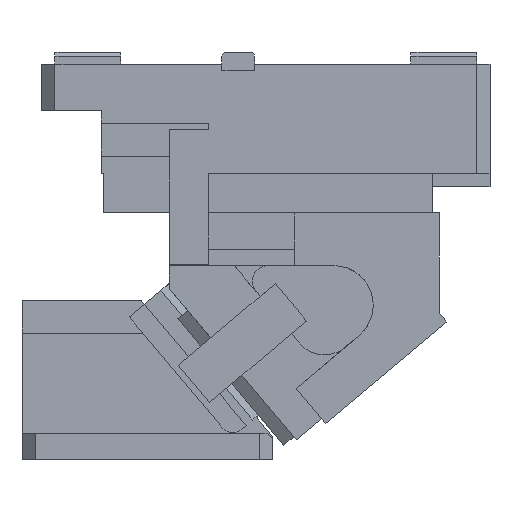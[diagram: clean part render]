
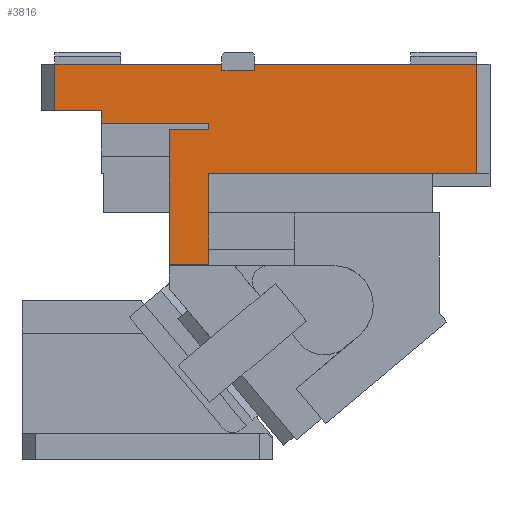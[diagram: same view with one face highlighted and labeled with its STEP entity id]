
A CAD part, front view. The second image highlights one B-rep face of the part: STEP entity #3816.
In plain terms, the highlighted planar face has unit normal (0, -1, 0).
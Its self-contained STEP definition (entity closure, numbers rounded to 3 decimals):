
#3183=CARTESIAN_POINT('Vertex',(25.,-100.,300.)) ;
#3186=CARTESIAN_POINT('Line Origine',(88.3,-100.,300.)) ;
#3190=CARTESIAN_POINT('Vertex',(151.6,-100.,300.)) ;
#3682=CARTESIAN_POINT('Vertex',(25.,-100.,265.)) ;
#3685=CARTESIAN_POINT('Line Origine',(25.,-100.,282.5)) ;
#3697=CARTESIAN_POINT('Axis2P3D Location',(143.471,-100.,225.607)) ;
#3702=CARTESIAN_POINT('Line Origine',(243.294,-100.,217.211)) ;
#3706=CARTESIAN_POINT('Vertex',(141.588,-100.,217.211)) ;
#3708=CARTESIAN_POINT('Vertex',(345.,-100.,217.211)) ;
#3711=CARTESIAN_POINT('Line Origine',(345.,-100.,258.605)) ;
#3715=CARTESIAN_POINT('Vertex',(345.,-100.,300.)) ;
#3718=CARTESIAN_POINT('Line Origine',(260.8,-100.,300.)) ;
#3722=CARTESIAN_POINT('Vertex',(176.6,-100.,300.)) ;
#3725=CARTESIAN_POINT('Line Origine',(176.6,-100.,297.5)) ;
#3729=CARTESIAN_POINT('Vertex',(176.6,-100.,295.)) ;
#3732=CARTESIAN_POINT('Line Origine',(164.1,-100.,295.)) ;
#3736=CARTESIAN_POINT('Vertex',(151.6,-100.,295.)) ;
#3739=CARTESIAN_POINT('Line Origine',(151.6,-100.,297.5)) ;
#3744=CARTESIAN_POINT('Line Origine',(42.5,-100.,265.)) ;
#3748=CARTESIAN_POINT('Vertex',(60.,-100.,265.)) ;
#3751=CARTESIAN_POINT('Line Origine',(60.,-100.,260.105)) ;
#3755=CARTESIAN_POINT('Vertex',(60.,-100.,255.211)) ;
#3758=CARTESIAN_POINT('Line Origine',(100.794,-100.,255.211)) ;
#3762=CARTESIAN_POINT('Vertex',(141.588,-100.,255.211)) ;
#3765=CARTESIAN_POINT('Line Origine',(141.588,-100.,252.711)) ;
#3769=CARTESIAN_POINT('Vertex',(141.588,-100.,250.211)) ;
#3772=CARTESIAN_POINT('Line Origine',(126.588,-100.,250.211)) ;
#3776=CARTESIAN_POINT('Vertex',(111.588,-100.,250.211)) ;
#3779=CARTESIAN_POINT('Line Origine',(111.588,-100.,199.211)) ;
#3783=CARTESIAN_POINT('Vertex',(111.588,-100.,148.211)) ;
#3786=CARTESIAN_POINT('Line Origine',(126.588,-100.,148.211)) ;
#3790=CARTESIAN_POINT('Vertex',(141.588,-100.,148.211)) ;
#3793=CARTESIAN_POINT('Line Origine',(141.588,-100.,182.711)) ;
#3187=DIRECTION('Vector Direction',(1.,0.,0.)) ;
#3686=DIRECTION('Vector Direction',(0.,0.,1.)) ;
#3698=DIRECTION('Axis2P3D Direction',(-0.,-1.,0.)) ;
#3699=DIRECTION('Axis2P3D XDirection',(-0.866,0.,0.5)) ;
#3703=DIRECTION('Vector Direction',(1.,0.,0.)) ;
#3712=DIRECTION('Vector Direction',(0.,0.,-1.)) ;
#3719=DIRECTION('Vector Direction',(1.,0.,0.)) ;
#3726=DIRECTION('Vector Direction',(0.,0.,-1.)) ;
#3733=DIRECTION('Vector Direction',(1.,0.,0.)) ;
#3740=DIRECTION('Vector Direction',(0.,0.,-1.)) ;
#3745=DIRECTION('Vector Direction',(1.,0.,0.)) ;
#3752=DIRECTION('Vector Direction',(0.,0.,-1.)) ;
#3759=DIRECTION('Vector Direction',(1.,0.,0.)) ;
#3766=DIRECTION('Vector Direction',(0.,0.,-1.)) ;
#3773=DIRECTION('Vector Direction',(-1.,0.,0.)) ;
#3780=DIRECTION('Vector Direction',(0.,0.,-1.)) ;
#3787=DIRECTION('Vector Direction',(-1.,0.,0.)) ;
#3794=DIRECTION('Vector Direction',(0.,0.,1.)) ;
#3700=AXIS2_PLACEMENT_3D('Plane Axis2P3D',#3697,#3698,#3699) ;
#3799=ORIENTED_EDGE('',*,*,#3710,.T.) ;
#3800=ORIENTED_EDGE('',*,*,#3717,.F.) ;
#3801=ORIENTED_EDGE('',*,*,#3724,.F.) ;
#3802=ORIENTED_EDGE('',*,*,#3731,.T.) ;
#3803=ORIENTED_EDGE('',*,*,#3738,.F.) ;
#3804=ORIENTED_EDGE('',*,*,#3743,.F.) ;
#3805=ORIENTED_EDGE('',*,*,#3192,.F.) ;
#3806=ORIENTED_EDGE('',*,*,#3689,.F.) ;
#3807=ORIENTED_EDGE('',*,*,#3750,.T.) ;
#3808=ORIENTED_EDGE('',*,*,#3757,.T.) ;
#3809=ORIENTED_EDGE('',*,*,#3764,.T.) ;
#3810=ORIENTED_EDGE('',*,*,#3771,.T.) ;
#3811=ORIENTED_EDGE('',*,*,#3778,.T.) ;
#3812=ORIENTED_EDGE('',*,*,#3785,.T.) ;
#3813=ORIENTED_EDGE('',*,*,#3792,.F.) ;
#3814=ORIENTED_EDGE('',*,*,#3797,.T.) ;
#3188=VECTOR('Line Direction',#3187,1.) ;
#3687=VECTOR('Line Direction',#3686,1.) ;
#3704=VECTOR('Line Direction',#3703,1.) ;
#3713=VECTOR('Line Direction',#3712,1.) ;
#3720=VECTOR('Line Direction',#3719,1.) ;
#3727=VECTOR('Line Direction',#3726,1.) ;
#3734=VECTOR('Line Direction',#3733,1.) ;
#3741=VECTOR('Line Direction',#3740,1.) ;
#3746=VECTOR('Line Direction',#3745,1.) ;
#3753=VECTOR('Line Direction',#3752,1.) ;
#3760=VECTOR('Line Direction',#3759,1.) ;
#3767=VECTOR('Line Direction',#3766,1.) ;
#3774=VECTOR('Line Direction',#3773,1.) ;
#3781=VECTOR('Line Direction',#3780,1.) ;
#3788=VECTOR('Line Direction',#3787,1.) ;
#3795=VECTOR('Line Direction',#3794,1.) ;
#3816=ADVANCED_FACE('CAM HOLDER',(#3815),#3701,.T.) ;
#3192=EDGE_CURVE('',#3184,#3191,#3189,.T.) ;
#3689=EDGE_CURVE('',#3683,#3184,#3688,.T.) ;
#3710=EDGE_CURVE('',#3707,#3709,#3705,.T.) ;
#3717=EDGE_CURVE('',#3716,#3709,#3714,.T.) ;
#3724=EDGE_CURVE('',#3723,#3716,#3721,.T.) ;
#3731=EDGE_CURVE('',#3723,#3730,#3728,.T.) ;
#3738=EDGE_CURVE('',#3737,#3730,#3735,.T.) ;
#3743=EDGE_CURVE('',#3191,#3737,#3742,.T.) ;
#3750=EDGE_CURVE('',#3683,#3749,#3747,.T.) ;
#3757=EDGE_CURVE('',#3749,#3756,#3754,.T.) ;
#3764=EDGE_CURVE('',#3756,#3763,#3761,.T.) ;
#3771=EDGE_CURVE('',#3763,#3770,#3768,.T.) ;
#3778=EDGE_CURVE('',#3770,#3777,#3775,.T.) ;
#3785=EDGE_CURVE('',#3777,#3784,#3782,.T.) ;
#3792=EDGE_CURVE('',#3791,#3784,#3789,.T.) ;
#3797=EDGE_CURVE('',#3791,#3707,#3796,.T.) ;
#3798=EDGE_LOOP('',(#3799,#3800,#3801,#3802,#3803,#3804,#3805,#3806,#3807,#3808,#3809,#3810,#3811,#3812,#3813,#3814)) ;
#3815=FACE_OUTER_BOUND('',#3798,.T.) ;
#3189=LINE('Line',#3186,#3188) ;
#3688=LINE('Line',#3685,#3687) ;
#3705=LINE('Line',#3702,#3704) ;
#3714=LINE('Line',#3711,#3713) ;
#3721=LINE('Line',#3718,#3720) ;
#3728=LINE('Line',#3725,#3727) ;
#3735=LINE('Line',#3732,#3734) ;
#3742=LINE('Line',#3739,#3741) ;
#3747=LINE('Line',#3744,#3746) ;
#3754=LINE('Line',#3751,#3753) ;
#3761=LINE('Line',#3758,#3760) ;
#3768=LINE('Line',#3765,#3767) ;
#3775=LINE('Line',#3772,#3774) ;
#3782=LINE('Line',#3779,#3781) ;
#3789=LINE('Line',#3786,#3788) ;
#3796=LINE('Line',#3793,#3795) ;
#3701=PLANE('Plane',#3700) ;
#3184=VERTEX_POINT('',#3183) ;
#3191=VERTEX_POINT('',#3190) ;
#3683=VERTEX_POINT('',#3682) ;
#3707=VERTEX_POINT('',#3706) ;
#3709=VERTEX_POINT('',#3708) ;
#3716=VERTEX_POINT('',#3715) ;
#3723=VERTEX_POINT('',#3722) ;
#3730=VERTEX_POINT('',#3729) ;
#3737=VERTEX_POINT('',#3736) ;
#3749=VERTEX_POINT('',#3748) ;
#3756=VERTEX_POINT('',#3755) ;
#3763=VERTEX_POINT('',#3762) ;
#3770=VERTEX_POINT('',#3769) ;
#3777=VERTEX_POINT('',#3776) ;
#3784=VERTEX_POINT('',#3783) ;
#3791=VERTEX_POINT('',#3790) ;
